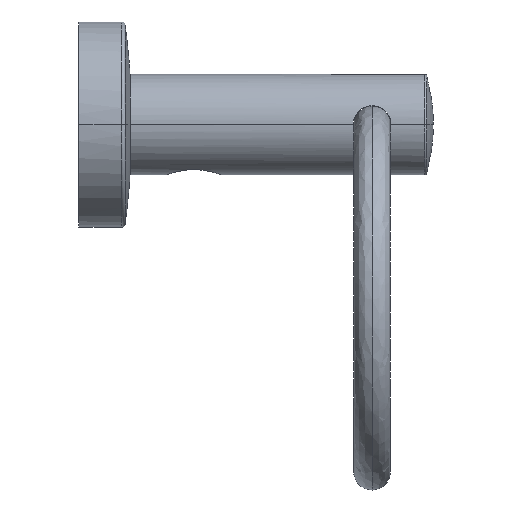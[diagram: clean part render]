
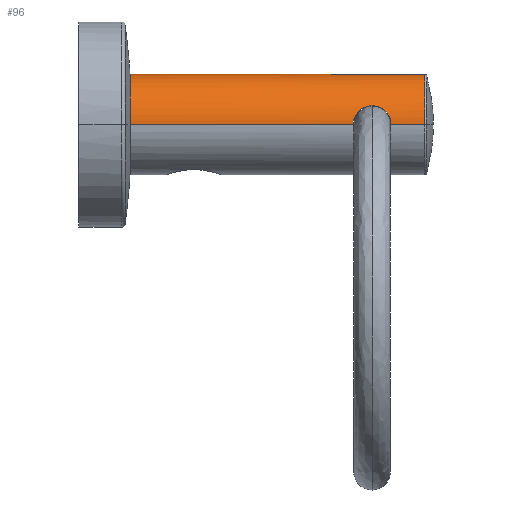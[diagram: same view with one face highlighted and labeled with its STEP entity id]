
A CAD part, left-side view. The second image highlights one B-rep face of the part: STEP entity #96.
In plain terms, the highlighted cylindrical face has radius 11 mm (diameter 22 mm), a partial arc.
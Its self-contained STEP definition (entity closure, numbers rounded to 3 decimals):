
#96=ADVANCED_FACE('',(#219),#1828,.T.);
#219=FACE_OUTER_BOUND('',#345,.T.);
#345=EDGE_LOOP('',(#548,#549,#550,#551,#552,#553,#554,#555,#556,#557));
#548=ORIENTED_EDGE('',*,*,#1080,.T.);
#549=ORIENTED_EDGE('',*,*,#1258,.T.);
#550=ORIENTED_EDGE('',*,*,#1073,.T.);
#551=ORIENTED_EDGE('',*,*,#1072,.T.);
#552=ORIENTED_EDGE('',*,*,#1071,.T.);
#553=ORIENTED_EDGE('',*,*,#1257,.T.);
#554=ORIENTED_EDGE('',*,*,#1082,.T.);
#555=ORIENTED_EDGE('',*,*,#1070,.T.);
#556=ORIENTED_EDGE('',*,*,#1069,.T.);
#557=ORIENTED_EDGE('',*,*,#1068,.T.);
#1068=EDGE_CURVE('',#1624,#1622,#1317,.T.);
#1069=EDGE_CURVE('',#1625,#1624,#1526,.T.);
#1070=EDGE_CURVE('',#1626,#1625,#1318,.T.);
#1071=EDGE_CURVE('',#1619,#1628,#1319,.T.);
#1072=EDGE_CURVE('',#1618,#1619,#1527,.T.);
#1073=EDGE_CURVE('',#1629,#1618,#1320,.T.);
#1080=EDGE_CURVE('',#1622,#1623,#1326,.T.);
#1082=EDGE_CURVE('',#1627,#1626,#1328,.T.);
#1257=EDGE_CURVE('',#1628,#1627,#1476,.T.);
#1258=EDGE_CURVE('',#1623,#1629,#1477,.T.);
#1317=B_SPLINE_CURVE_WITH_KNOTS('',1,(#6572,#6573),.UNSPECIFIED.,.F.,.F.,
(2,2),(-7.35,0.),.UNSPECIFIED.);
#1318=B_SPLINE_CURVE_WITH_KNOTS('',1,(#6579,#6580),.UNSPECIFIED.,.F.,.F.,
(2,2),(-7.35,0.),.UNSPECIFIED.);
#1319=B_SPLINE_CURVE_WITH_KNOTS('',1,(#6581,#6582),.UNSPECIFIED.,.F.,.F.,
(2,2),(-48.85,0.),.UNSPECIFIED.);
#1320=B_SPLINE_CURVE_WITH_KNOTS('',1,(#6588,#6589),.UNSPECIFIED.,.F.,.F.,
(2,2),(-48.85,0.),.UNSPECIFIED.);
#1326=B_SPLINE_CURVE_WITH_KNOTS('',3,(#6625,#6626,#6627,#6628,#6629,#6630,
#6631,#6632,#6633,#6634,#6635),.UNSPECIFIED.,.F.,.F.,(4,1,1,1,1,1,1,1,4),
(0.,0.826,1.653,2.479,3.306,
4.132,4.959,5.785,6.612),
 .UNSPECIFIED.);
#1328=B_SPLINE_CURVE_WITH_KNOTS('',3,(#6638,#6639,#6640,#6641,#6642,#6643,
#6644,#6645,#6646,#6647,#6648),.UNSPECIFIED.,.F.,.F.,(4,1,1,1,1,1,1,1,4),
(0.,0.826,1.653,2.479,3.306,
4.132,4.959,5.785,6.612),
 .UNSPECIFIED.);
#1476=B_SPLINE_CURVE_WITH_KNOTS('',3,(#8337,#8338,#8339,#8340,#8341,#8342,
#8343,#8344,#8345,#8346,#8347),.UNSPECIFIED.,.F.,.F.,(4,1,1,1,1,1,1,1,4),
(0.,0.826,1.653,2.479,3.306,
4.132,4.959,5.785,6.612),
 .UNSPECIFIED.);
#1477=B_SPLINE_CURVE_WITH_KNOTS('',3,(#8348,#8349,#8350,#8351,#8352,#8353,
#8354,#8355,#8356,#8357,#8358,#8359),.UNSPECIFIED.,.F.,.F.,(4,1,1,1,1,1,
1,1,1,4),(0.,0.734,1.468,2.202,2.936,
3.67,4.404,5.138,5.871,6.605),
 .UNSPECIFIED.);
#1526=(
BOUNDED_CURVE()
B_SPLINE_CURVE(2,(#6574,#6575,#6576,#6577,#6578),.UNSPECIFIED.,.F.,.F.)
B_SPLINE_CURVE_WITH_KNOTS((3,2,3),(-34.558,-17.279,
0.),.UNSPECIFIED.)
CURVE()
GEOMETRIC_REPRESENTATION_ITEM()
RATIONAL_B_SPLINE_CURVE((1.,0.707,1.,0.707,1.))
REPRESENTATION_ITEM('')
);
#1527=(
BOUNDED_CURVE()
B_SPLINE_CURVE(2,(#6583,#6584,#6585,#6586,#6587),.UNSPECIFIED.,.F.,.F.)
B_SPLINE_CURVE_WITH_KNOTS((3,2,3),(-34.558,-17.279,
0.),.UNSPECIFIED.)
CURVE()
GEOMETRIC_REPRESENTATION_ITEM()
RATIONAL_B_SPLINE_CURVE((1.,0.707,1.,0.707,1.))
REPRESENTATION_ITEM('')
);
#1618=VERTEX_POINT('',#6452);
#1619=VERTEX_POINT('',#6453);
#1622=VERTEX_POINT('',#6456);
#1623=VERTEX_POINT('',#6457);
#1624=VERTEX_POINT('',#6458);
#1625=VERTEX_POINT('',#6459);
#1626=VERTEX_POINT('',#6460);
#1627=VERTEX_POINT('',#6461);
#1628=VERTEX_POINT('',#6462);
#1629=VERTEX_POINT('',#6463);
#1828=CYLINDRICAL_SURFACE('',#1987,11.);
#1987=AXIS2_PLACEMENT_3D('',#3185,#2069,$);
#2069=DIRECTION('',(0.,1.,0.));
#3185=CARTESIAN_POINT('',(0.,32.25,0.));
#6452=CARTESIAN_POINT('',(11.,0.,0.));
#6453=CARTESIAN_POINT('',(-11.,0.,0.));
#6456=CARTESIAN_POINT('',(11.,57.15,0.));
#6457=CARTESIAN_POINT('',(10.187,53.,-4.15));
#6458=CARTESIAN_POINT('',(11.,64.5,0.));
#6459=CARTESIAN_POINT('',(-11.,64.5,0.));
#6460=CARTESIAN_POINT('',(-11.,57.15,0.));
#6461=CARTESIAN_POINT('',(-10.187,53.,-4.15));
#6462=CARTESIAN_POINT('',(-11.,48.85,0.));
#6463=CARTESIAN_POINT('',(11.,48.85,0.));
#6572=CARTESIAN_POINT('',(11.,64.5,0.));
#6573=CARTESIAN_POINT('',(11.,57.15,0.));
#6574=CARTESIAN_POINT('',(-11.,64.5,0.));
#6575=CARTESIAN_POINT('',(-11.,64.5,-11.));
#6576=CARTESIAN_POINT('',(0.,64.5,-11.));
#6577=CARTESIAN_POINT('',(11.,64.5,-11.));
#6578=CARTESIAN_POINT('',(11.,64.5,0.));
#6579=CARTESIAN_POINT('',(-11.,57.15,0.));
#6580=CARTESIAN_POINT('',(-11.,64.5,0.));
#6581=CARTESIAN_POINT('',(-11.,0.,0.));
#6582=CARTESIAN_POINT('',(-11.,48.85,0.));
#6583=CARTESIAN_POINT('',(11.,0.,0.));
#6584=CARTESIAN_POINT('',(11.,0.,-11.));
#6585=CARTESIAN_POINT('',(0.,0.,-11.));
#6586=CARTESIAN_POINT('',(-11.,0.,-11.));
#6587=CARTESIAN_POINT('',(-11.,0.,0.));
#6588=CARTESIAN_POINT('',(11.,48.85,0.));
#6589=CARTESIAN_POINT('',(11.,0.,0.));
#6625=CARTESIAN_POINT('',(11.,57.15,0.));
#6626=CARTESIAN_POINT('',(11.,57.15,-0.27));
#6627=CARTESIAN_POINT('',(10.981,57.099,-0.805));
#6628=CARTESIAN_POINT('',(10.89,56.854,-1.613));
#6629=CARTESIAN_POINT('',(10.758,56.466,-2.329));
#6630=CARTESIAN_POINT('',(10.601,55.951,-2.955));
#6631=CARTESIAN_POINT('',(10.442,55.326,-3.468));
#6632=CARTESIAN_POINT('',(10.304,54.608,-3.855));
#6633=CARTESIAN_POINT('',(10.209,53.818,-4.096));
#6634=CARTESIAN_POINT('',(10.187,53.277,-4.15));
#6635=CARTESIAN_POINT('',(10.187,53.,-4.15));
#6638=CARTESIAN_POINT('',(-10.187,53.,-4.15));
#6639=CARTESIAN_POINT('',(-10.187,53.277,-4.15));
#6640=CARTESIAN_POINT('',(-10.209,53.818,-4.096));
#6641=CARTESIAN_POINT('',(-10.304,54.608,-3.855));
#6642=CARTESIAN_POINT('',(-10.442,55.326,-3.469));
#6643=CARTESIAN_POINT('',(-10.601,55.951,-2.955));
#6644=CARTESIAN_POINT('',(-10.758,56.466,-2.33));
#6645=CARTESIAN_POINT('',(-10.89,56.854,-1.613));
#6646=CARTESIAN_POINT('',(-10.981,57.099,-0.804));
#6647=CARTESIAN_POINT('',(-11.,57.15,-0.27));
#6648=CARTESIAN_POINT('',(-11.,57.15,0.));
#8337=CARTESIAN_POINT('',(-11.,48.85,0.));
#8338=CARTESIAN_POINT('',(-11.,48.85,-0.271));
#8339=CARTESIAN_POINT('',(-10.981,48.901,-0.805));
#8340=CARTESIAN_POINT('',(-10.89,49.146,-1.613));
#8341=CARTESIAN_POINT('',(-10.757,49.535,-2.331));
#8342=CARTESIAN_POINT('',(-10.601,50.051,-2.957));
#8343=CARTESIAN_POINT('',(-10.442,50.677,-3.47));
#8344=CARTESIAN_POINT('',(-10.304,51.394,-3.856));
#8345=CARTESIAN_POINT('',(-10.209,52.183,-4.096));
#8346=CARTESIAN_POINT('',(-10.187,52.723,-4.15));
#8347=CARTESIAN_POINT('',(-10.187,53.,-4.15));
#8348=CARTESIAN_POINT('',(10.187,53.,-4.15));
#8349=CARTESIAN_POINT('',(10.187,52.755,-4.15));
#8350=CARTESIAN_POINT('',(10.205,52.273,-4.108));
#8351=CARTESIAN_POINT('',(10.28,51.563,-3.916));
#8352=CARTESIAN_POINT('',(10.393,50.912,-3.61));
#8353=CARTESIAN_POINT('',(10.53,50.318,-3.194));
#8354=CARTESIAN_POINT('',(10.671,49.813,-2.69));
#8355=CARTESIAN_POINT('',(10.805,49.394,-2.096));
#8356=CARTESIAN_POINT('',(10.913,49.084,-1.439));
#8357=CARTESIAN_POINT('',(10.985,48.89,-0.715));
#8358=CARTESIAN_POINT('',(11.,48.85,-0.239));
#8359=CARTESIAN_POINT('',(11.,48.85,0.));
